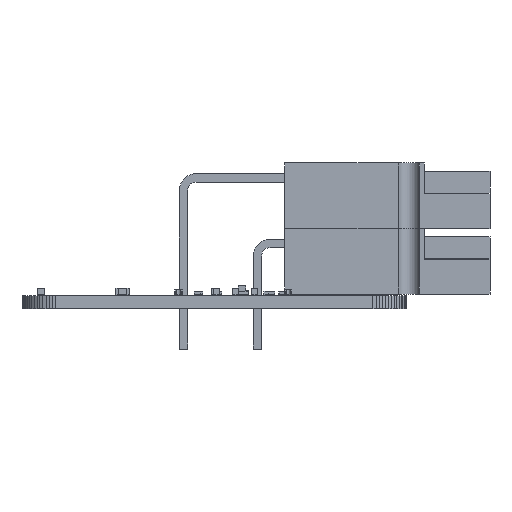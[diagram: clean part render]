
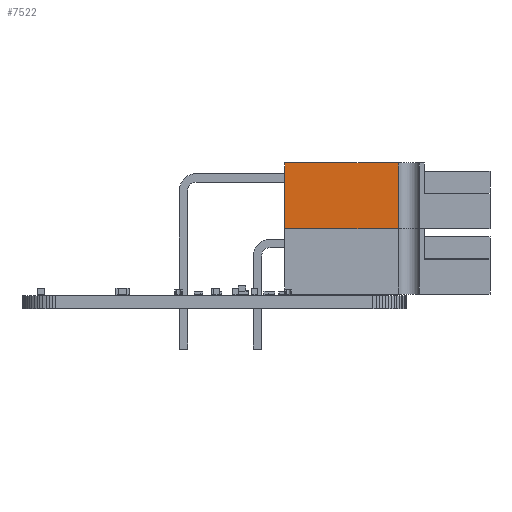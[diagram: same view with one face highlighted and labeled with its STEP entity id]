
A CAD part, left-side view. The second image highlights one B-rep face of the part: STEP entity #7522.
In plain terms, the highlighted face is planar.
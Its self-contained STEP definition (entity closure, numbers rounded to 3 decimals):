
#6695 = PLANE('',#6696);
#6696 = AXIS2_PLACEMENT_3D('',#6697,#6698,#6699);
#6697 = CARTESIAN_POINT('',(0.,7.62,0.));
#6698 = DIRECTION('',(1.,0.,0.));
#6699 = DIRECTION('',(0.,0.,-1.));
#6792 = EDGE_CURVE('',#6793,#6795,#6797,.T.);
#6793 = VERTEX_POINT('',#6794);
#6794 = CARTESIAN_POINT('',(0.,7.62,0.));
#6795 = VERTEX_POINT('',#6796);
#6796 = CARTESIAN_POINT('',(0.,7.62,-7.874));
#6797 = SURFACE_CURVE('',#6798,(#6802,#6809),.PCURVE_S1.);
#6798 = LINE('',#6799,#6800);
#6799 = CARTESIAN_POINT('',(0.,7.62,0.));
#6800 = VECTOR('',#6801,1.);
#6801 = DIRECTION('',(0.,0.,-1.));
#6802 = PCURVE('',#6695,#6803);
#6803 = DEFINITIONAL_REPRESENTATION('',(#6804),#6808);
#6804 = LINE('',#6805,#6806);
#6805 = CARTESIAN_POINT('',(0.,0.));
#6806 = VECTOR('',#6807,1.);
#6807 = DIRECTION('',(1.,0.));
#6808 = ( GEOMETRIC_REPRESENTATION_CONTEXT(2) 
PARAMETRIC_REPRESENTATION_CONTEXT() REPRESENTATION_CONTEXT('2D SPACE',''
  ) );
#6809 = PCURVE('',#6810,#6815);
#6810 = PLANE('',#6811);
#6811 = AXIS2_PLACEMENT_3D('',#6812,#6813,#6814);
#6812 = CARTESIAN_POINT('',(24.638,7.62,0.));
#6813 = DIRECTION('',(0.,-1.,0.));
#6814 = DIRECTION('',(0.,0.,-1.));
#6815 = DEFINITIONAL_REPRESENTATION('',(#6816),#6820);
#6816 = LINE('',#6817,#6818);
#6817 = CARTESIAN_POINT('',(0.,-24.638));
#6818 = VECTOR('',#6819,1.);
#6819 = DIRECTION('',(1.,0.));
#6820 = ( GEOMETRIC_REPRESENTATION_CONTEXT(2) 
PARAMETRIC_REPRESENTATION_CONTEXT() REPRESENTATION_CONTEXT('2D SPACE',''
  ) );
#6838 = PLANE('',#6839);
#6839 = AXIS2_PLACEMENT_3D('',#6840,#6841,#6842);
#6840 = CARTESIAN_POINT('',(0.,0.,0.));
#6841 = DIRECTION('',(0.,0.,1.));
#6842 = DIRECTION('',(1.,0.,-0.));
#6892 = PLANE('',#6893);
#6893 = AXIS2_PLACEMENT_3D('',#6894,#6895,#6896);
#6894 = CARTESIAN_POINT('',(0.,0.,-7.874));
#6895 = DIRECTION('',(0.,0.,1.));
#6896 = DIRECTION('',(1.,0.,-0.));
#7107 = CYLINDRICAL_SURFACE('',#7108,1.27);
#7108 = AXIS2_PLACEMENT_3D('',#7109,#7110,#7111);
#7109 = CARTESIAN_POINT('',(14.859,7.62,-25.4));
#7110 = DIRECTION('',(0.,0.,1.));
#7111 = DIRECTION('',(1.,0.,-0.));
#7296 = VERTEX_POINT('',#7297);
#7297 = CARTESIAN_POINT('',(13.589,7.62,-7.874));
#7319 = EDGE_CURVE('',#7296,#6795,#7320,.T.);
#7320 = SURFACE_CURVE('',#7321,(#7325,#7332),.PCURVE_S1.);
#7321 = LINE('',#7322,#7323);
#7322 = CARTESIAN_POINT('',(24.638,7.62,-7.874));
#7323 = VECTOR('',#7324,1.);
#7324 = DIRECTION('',(-1.,0.,0.));
#7325 = PCURVE('',#6892,#7326);
#7326 = DEFINITIONAL_REPRESENTATION('',(#7327),#7331);
#7327 = LINE('',#7328,#7329);
#7328 = CARTESIAN_POINT('',(24.638,7.62));
#7329 = VECTOR('',#7330,1.);
#7330 = DIRECTION('',(-1.,0.));
#7331 = ( GEOMETRIC_REPRESENTATION_CONTEXT(2) 
PARAMETRIC_REPRESENTATION_CONTEXT() REPRESENTATION_CONTEXT('2D SPACE',''
  ) );
#7332 = PCURVE('',#6810,#7333);
#7333 = DEFINITIONAL_REPRESENTATION('',(#7334),#7338);
#7334 = LINE('',#7335,#7336);
#7335 = CARTESIAN_POINT('',(7.874,0.));
#7336 = VECTOR('',#7337,1.);
#7337 = DIRECTION('',(0.,-1.));
#7338 = ( GEOMETRIC_REPRESENTATION_CONTEXT(2) 
PARAMETRIC_REPRESENTATION_CONTEXT() REPRESENTATION_CONTEXT('2D SPACE',''
  ) );
#7522 = ADVANCED_FACE('',(#7523),#6810,.F.);
#7523 = FACE_BOUND('',#7524,.F.);
#7524 = EDGE_LOOP('',(#7525,#7526,#7527,#7550));
#7525 = ORIENTED_EDGE('',*,*,#6792,.T.);
#7526 = ORIENTED_EDGE('',*,*,#7319,.F.);
#7527 = ORIENTED_EDGE('',*,*,#7528,.F.);
#7528 = EDGE_CURVE('',#7529,#7296,#7531,.T.);
#7529 = VERTEX_POINT('',#7530);
#7530 = CARTESIAN_POINT('',(13.589,7.62,0.));
#7531 = SURFACE_CURVE('',#7532,(#7536,#7543),.PCURVE_S1.);
#7532 = LINE('',#7533,#7534);
#7533 = CARTESIAN_POINT('',(13.589,7.62,-25.4));
#7534 = VECTOR('',#7535,1.);
#7535 = DIRECTION('',(0.,0.,-1.));
#7536 = PCURVE('',#6810,#7537);
#7537 = DEFINITIONAL_REPRESENTATION('',(#7538),#7542);
#7538 = LINE('',#7539,#7540);
#7539 = CARTESIAN_POINT('',(25.4,-11.049));
#7540 = VECTOR('',#7541,1.);
#7541 = DIRECTION('',(1.,0.));
#7542 = ( GEOMETRIC_REPRESENTATION_CONTEXT(2) 
PARAMETRIC_REPRESENTATION_CONTEXT() REPRESENTATION_CONTEXT('2D SPACE',''
  ) );
#7543 = PCURVE('',#7107,#7544);
#7544 = DEFINITIONAL_REPRESENTATION('',(#7545),#7549);
#7545 = LINE('',#7546,#7547);
#7546 = CARTESIAN_POINT('',(3.142,0.));
#7547 = VECTOR('',#7548,1.);
#7548 = DIRECTION('',(0.,-1.));
#7549 = ( GEOMETRIC_REPRESENTATION_CONTEXT(2) 
PARAMETRIC_REPRESENTATION_CONTEXT() REPRESENTATION_CONTEXT('2D SPACE',''
  ) );
#7550 = ORIENTED_EDGE('',*,*,#7551,.T.);
#7551 = EDGE_CURVE('',#7529,#6793,#7552,.T.);
#7552 = SURFACE_CURVE('',#7553,(#7557,#7564),.PCURVE_S1.);
#7553 = LINE('',#7554,#7555);
#7554 = CARTESIAN_POINT('',(24.638,7.62,0.));
#7555 = VECTOR('',#7556,1.);
#7556 = DIRECTION('',(-1.,0.,0.));
#7557 = PCURVE('',#6810,#7558);
#7558 = DEFINITIONAL_REPRESENTATION('',(#7559),#7563);
#7559 = LINE('',#7560,#7561);
#7560 = CARTESIAN_POINT('',(0.,0.));
#7561 = VECTOR('',#7562,1.);
#7562 = DIRECTION('',(0.,-1.));
#7563 = ( GEOMETRIC_REPRESENTATION_CONTEXT(2) 
PARAMETRIC_REPRESENTATION_CONTEXT() REPRESENTATION_CONTEXT('2D SPACE',''
  ) );
#7564 = PCURVE('',#6838,#7565);
#7565 = DEFINITIONAL_REPRESENTATION('',(#7566),#7570);
#7566 = LINE('',#7567,#7568);
#7567 = CARTESIAN_POINT('',(24.638,7.62));
#7568 = VECTOR('',#7569,1.);
#7569 = DIRECTION('',(-1.,0.));
#7570 = ( GEOMETRIC_REPRESENTATION_CONTEXT(2) 
PARAMETRIC_REPRESENTATION_CONTEXT() REPRESENTATION_CONTEXT('2D SPACE',''
  ) );
